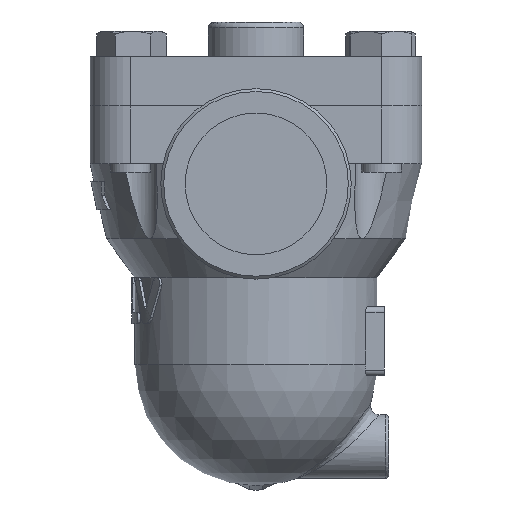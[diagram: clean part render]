
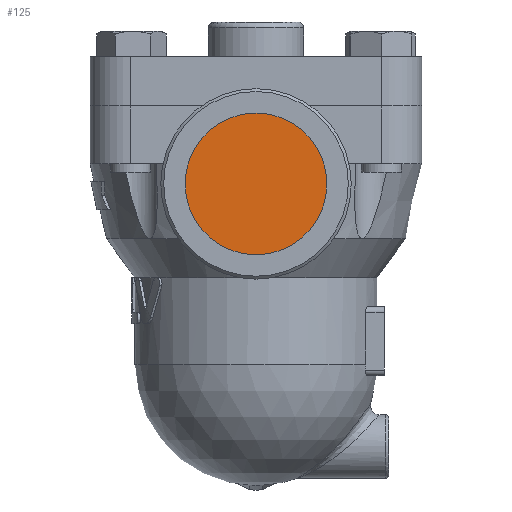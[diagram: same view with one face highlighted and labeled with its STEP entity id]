
A CAD part, left-side view. The second image highlights one B-rep face of the part: STEP entity #125.
In plain terms, the highlighted free-form (B-spline) face has degree [1, 1] with [2, 2] control points.
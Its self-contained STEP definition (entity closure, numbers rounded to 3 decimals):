
#105=CARTESIAN_POINT('',(-99.,0.0,-2.45));
#106=VERTEX_POINT('',#105);
#107=CARTESIAN_POINT('',(-99.0,0.0,-27.));
#108=DIRECTION('',(-1.0,0.0,0.0));
#109=DIRECTION('',(0.0,0.0,1.0));
#110=AXIS2_PLACEMENT_3D('',#107,#108,#109);
#111=CIRCLE('',#110,24.55);
#112=EDGE_CURVE('',#106,#106,#111,.T.);
#117=CARTESIAN_POINT('',(-99.,24.55,-51.55));
#118=CARTESIAN_POINT('',(-99.,24.55,-2.45));
#119=CARTESIAN_POINT('',(-99.,-24.55,-51.55));
#120=CARTESIAN_POINT('',(-99.,-24.55,-2.45));
#121=B_SPLINE_SURFACE_WITH_KNOTS('',1,1,((#117,#119),(#118,#120)),.UNSPECIFIED.,.F.,.F.,.U.,(2,2),(2,2),(0.0,49.1),(0.0,49.1),.UNSPECIFIED.);
#122=ORIENTED_EDGE('',*,*,#112,.T.);
#123=EDGE_LOOP('',(#122));
#124=FACE_OUTER_BOUND('',#123,.T.);
#125=ADVANCED_FACE('',(#124),#121,.F.);
